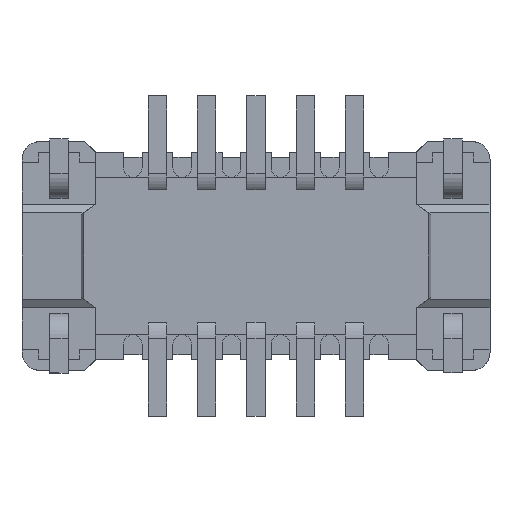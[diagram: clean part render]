
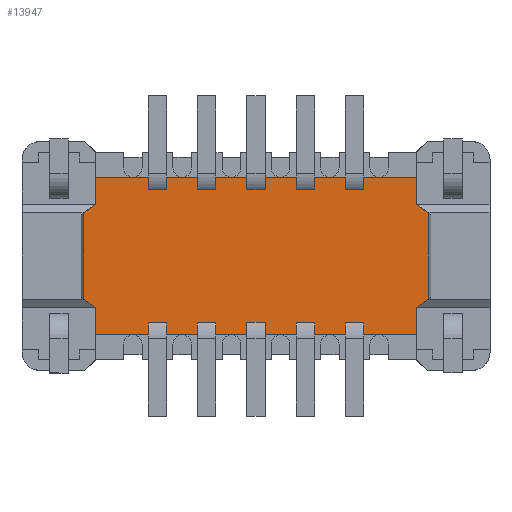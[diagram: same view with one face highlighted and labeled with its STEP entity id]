
A CAD part, front view. The second image highlights one B-rep face of the part: STEP entity #13947.
In plain terms, the highlighted planar face has unit normal (0, -1, 0).
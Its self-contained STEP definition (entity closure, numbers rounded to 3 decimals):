
#919 = EDGE_CURVE ( 'NONE', #8917, #12183, #10756, .T. ) ;
#955 = VECTOR ( 'NONE', #8300, 1000. ) ;
#1282 = DIRECTION ( 'NONE',  ( 0., 0., -1. ) ) ;
#1449 = DIRECTION ( 'NONE',  ( 0.819, 0., 0.573 ) ) ;
#1468 = VECTOR ( 'NONE', #4370, 1000. ) ;
#1492 = CARTESIAN_POINT ( 'NONE',  ( -1.3, -0.206, 0. ) ) ;
#1615 = CARTESIAN_POINT ( 'NONE',  ( -1.3, -0.206, -0.64 ) ) ;
#1702 = EDGE_CURVE ( 'NONE', #13956, #9829, #6871, .T. ) ;
#2256 = LINE ( 'NONE', #6646, #14953 ) ;
#2297 = CARTESIAN_POINT ( 'NONE',  ( 1.4, -0.206, -0.35 ) ) ;
#2499 = DIRECTION ( 'NONE',  ( 0.819, 0., -0.573 ) ) ;
#2552 = CARTESIAN_POINT ( 'NONE',  ( -1.4, -0.206, -0.35 ) ) ;
#2932 = ORIENTED_EDGE ( 'NONE', *, *, #919, .T. ) ;
#3159 = ORIENTED_EDGE ( 'NONE', *, *, #14147, .T. ) ;
#4016 = ORIENTED_EDGE ( 'NONE', *, *, #15687, .T. ) ;
#4323 = CARTESIAN_POINT ( 'NONE',  ( -1.9, -0.206, 0. ) ) ;
#4370 = DIRECTION ( 'NONE',  ( 0., 0., 1. ) ) ;
#4409 = VERTEX_POINT ( 'NONE', #5158 ) ;
#4498 = CARTESIAN_POINT ( 'NONE',  ( -1.3, -0.206, 0.64 ) ) ;
#4814 = VERTEX_POINT ( 'NONE', #6974 ) ;
#5078 = VECTOR ( 'NONE', #11349, 1000. ) ;
#5088 = CARTESIAN_POINT ( 'NONE',  ( 1.4, -0.206, 0. ) ) ;
#5158 = CARTESIAN_POINT ( 'NONE',  ( -1.3, -0.206, 0.42 ) ) ;
#5228 = AXIS2_PLACEMENT_3D ( 'NONE', #4323, #11923, #13094 ) ;
#5453 = VECTOR ( 'NONE', #1449, 1000. ) ;
#5898 = EDGE_CURVE ( 'NONE', #4814, #8917, #12031, .T. ) ;
#6234 = DIRECTION ( 'NONE',  ( -0.819, 0., -0.573 ) ) ;
#6363 = ORIENTED_EDGE ( 'NONE', *, *, #13629, .T. ) ;
#6428 = LINE ( 'NONE', #2552, #15878 ) ;
#6536 = EDGE_CURVE ( 'NONE', #12954, #6950, #8733, .T. ) ;
#6646 = CARTESIAN_POINT ( 'NONE',  ( -1.9, -0.206, 0.64 ) ) ;
#6846 = VECTOR ( 'NONE', #12634, 1000. ) ;
#6871 = LINE ( 'NONE', #13212, #7258 ) ;
#6950 = VERTEX_POINT ( 'NONE', #2297 ) ;
#6974 = CARTESIAN_POINT ( 'NONE',  ( 1.4, -0.206, 0.35 ) ) ;
#7016 = VECTOR ( 'NONE', #6234, 1000. ) ;
#7032 = ORIENTED_EDGE ( 'NONE', *, *, #8657, .T. ) ;
#7208 = LINE ( 'NONE', #5088, #5078 ) ;
#7258 = VECTOR ( 'NONE', #14549, 1000. ) ;
#7571 = LINE ( 'NONE', #14738, #11834 ) ;
#7787 = LINE ( 'NONE', #15748, #15875 ) ;
#7902 = DIRECTION ( 'NONE',  ( -1., 0., 0. ) ) ;
#7974 = EDGE_CURVE ( 'NONE', #8986, #4409, #15904, .T. ) ;
#8092 = CARTESIAN_POINT ( 'NONE',  ( 1.3, -0.206, -0.64 ) ) ;
#8300 = DIRECTION ( 'NONE',  ( 0., 0., 1. ) ) ;
#8398 = DIRECTION ( 'NONE',  ( -0.819, 0., 0.573 ) ) ;
#8657 = EDGE_CURVE ( 'NONE', #6950, #4814, #7208, .T. ) ;
#8722 = ORIENTED_EDGE ( 'NONE', *, *, #6536, .T. ) ;
#8733 = LINE ( 'NONE', #9967, #5453 ) ;
#8917 = VERTEX_POINT ( 'NONE', #12677 ) ;
#8986 = VERTEX_POINT ( 'NONE', #4498 ) ;
#9066 = EDGE_CURVE ( 'NONE', #14362, #14533, #7787, .T. ) ;
#9127 = CARTESIAN_POINT ( 'NONE',  ( 1.3, -0.206, 0. ) ) ;
#9615 = DIRECTION ( 'NONE',  ( 1., 0., 0. ) ) ;
#9814 = ORIENTED_EDGE ( 'NONE', *, *, #12353, .T. ) ;
#9829 = VERTEX_POINT ( 'NONE', #12484 ) ;
#9967 = CARTESIAN_POINT ( 'NONE',  ( 1.3, -0.206, -0.42 ) ) ;
#10530 = CARTESIAN_POINT ( 'NONE',  ( -1.4, -0.206, 0.35 ) ) ;
#10541 = CARTESIAN_POINT ( 'NONE',  ( -1.3, -0.206, -0.42 ) ) ;
#10756 = LINE ( 'NONE', #9127, #1468 ) ;
#10876 = CARTESIAN_POINT ( 'NONE',  ( 1.3, -0.206, 0. ) ) ;
#11049 = CARTESIAN_POINT ( 'NONE',  ( -1.3, -0.206, 0.42 ) ) ;
#11349 = DIRECTION ( 'NONE',  ( 0., 0., 1. ) ) ;
#11645 = ORIENTED_EDGE ( 'NONE', *, *, #1702, .T. ) ;
#11683 = ORIENTED_EDGE ( 'NONE', *, *, #9066, .T. ) ;
#11821 = PLANE ( 'NONE',  #5228 ) ;
#11834 = VECTOR ( 'NONE', #1282, 1000. ) ;
#11923 = DIRECTION ( 'NONE',  ( 0., -1., 0. ) ) ;
#12031 = LINE ( 'NONE', #14614, #13560 ) ;
#12183 = VERTEX_POINT ( 'NONE', #15866 ) ;
#12353 = EDGE_CURVE ( 'NONE', #12183, #8986, #2256, .T. ) ;
#12484 = CARTESIAN_POINT ( 'NONE',  ( -1.4, -0.206, -0.35 ) ) ;
#12593 = VERTEX_POINT ( 'NONE', #10541 ) ;
#12634 = DIRECTION ( 'NONE',  ( 0., 0., -1. ) ) ;
#12677 = CARTESIAN_POINT ( 'NONE',  ( 1.3, -0.206, 0.42 ) ) ;
#12678 = EDGE_LOOP ( 'NONE', ( #11683, #4016, #8722, #7032, #13885, #2932, #9814, #15663, #3159, #11645, #6363, #14819 ) ) ;
#12822 = CARTESIAN_POINT ( 'NONE',  ( 1.3, -0.206, -0.42 ) ) ;
#12954 = VERTEX_POINT ( 'NONE', #12822 ) ;
#13094 = DIRECTION ( 'NONE',  ( -1., 0., 0. ) ) ;
#13212 = CARTESIAN_POINT ( 'NONE',  ( -1.4, -0.206, 0. ) ) ;
#13560 = VECTOR ( 'NONE', #8398, 1000. ) ;
#13629 = EDGE_CURVE ( 'NONE', #9829, #12593, #6428, .T. ) ;
#13885 = ORIENTED_EDGE ( 'NONE', *, *, #5898, .T. ) ;
#13947 = ADVANCED_FACE ( 'NONE', ( #14123 ), #11821, .T. ) ;
#13956 = VERTEX_POINT ( 'NONE', #10530 ) ;
#14065 = LINE ( 'NONE', #10876, #955 ) ;
#14123 = FACE_OUTER_BOUND ( 'NONE', #12678, .T. ) ;
#14147 = EDGE_CURVE ( 'NONE', #4409, #13956, #15499, .T. ) ;
#14264 = EDGE_CURVE ( 'NONE', #12593, #14362, #7571, .T. ) ;
#14362 = VERTEX_POINT ( 'NONE', #1615 ) ;
#14533 = VERTEX_POINT ( 'NONE', #8092 ) ;
#14549 = DIRECTION ( 'NONE',  ( 0., 0., -1. ) ) ;
#14614 = CARTESIAN_POINT ( 'NONE',  ( 1.4, -0.206, 0.35 ) ) ;
#14738 = CARTESIAN_POINT ( 'NONE',  ( -1.3, -0.206, 0. ) ) ;
#14819 = ORIENTED_EDGE ( 'NONE', *, *, #14264, .T. ) ;
#14953 = VECTOR ( 'NONE', #7902, 1000. ) ;
#15499 = LINE ( 'NONE', #11049, #7016 ) ;
#15663 = ORIENTED_EDGE ( 'NONE', *, *, #7974, .T. ) ;
#15687 = EDGE_CURVE ( 'NONE', #14533, #12954, #14065, .T. ) ;
#15748 = CARTESIAN_POINT ( 'NONE',  ( -1.9, -0.206, -0.64 ) ) ;
#15866 = CARTESIAN_POINT ( 'NONE',  ( 1.3, -0.206, 0.64 ) ) ;
#15875 = VECTOR ( 'NONE', #9615, 1000. ) ;
#15878 = VECTOR ( 'NONE', #2499, 1000. ) ;
#15904 = LINE ( 'NONE', #1492, #6846 ) ;
